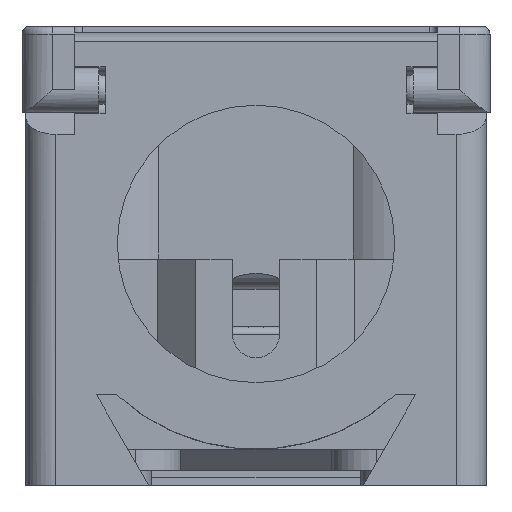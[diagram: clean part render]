
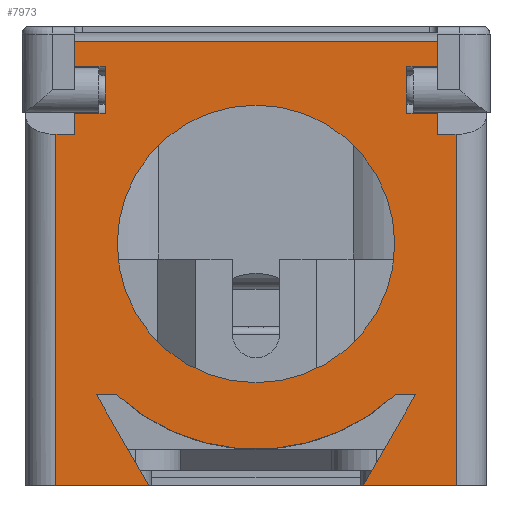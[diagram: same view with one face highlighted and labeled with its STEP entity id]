
A CAD part, front view. The second image highlights one B-rep face of the part: STEP entity #7973.
In plain terms, the highlighted face is planar.
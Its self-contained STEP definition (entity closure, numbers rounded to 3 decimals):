
#1339=DIRECTION('',(-1.,0.,0.));
#1340=VECTOR('',#1339,1.25);
#1341=CARTESIAN_POINT('',(13.25,13.256,62.));
#1342=LINE('',#1341,#1340);
#1355=DIRECTION('',(0.,1.,0.));
#1356=VECTOR('',#1355,23.256);
#1357=CARTESIAN_POINT('',(13.25,-10.,62.));
#1358=LINE('',#1357,#1356);
#1372=DIRECTION('',(-1.,0.,0.));
#1373=VECTOR('',#1372,1.347);
#1374=CARTESIAN_POINT('',(-9.217,-4.,62.));
#1375=LINE('',#1374,#1373);
#1376=DIRECTION('',(0.5,-0.866,0.));
#1377=VECTOR('',#1376,6.928);
#1378=CARTESIAN_POINT('',(-10.564,-4.,62.));
#1379=LINE('',#1378,#1377);
#1380=DIRECTION('',(-1.,0.,0.));
#1381=VECTOR('',#1380,6.15);
#1382=CARTESIAN_POINT('',(-7.1,-10.,62.));
#1383=LINE('',#1382,#1381);
#1384=DIRECTION('',(-1.,0.,0.));
#1385=VECTOR('',#1384,6.15);
#1386=CARTESIAN_POINT('',(13.25,-10.,62.));
#1387=LINE('',#1386,#1385);
#1388=DIRECTION('',(0.5,0.866,0.));
#1389=VECTOR('',#1388,6.928);
#1390=CARTESIAN_POINT('',(7.1,-10.,62.));
#1391=LINE('',#1390,#1389);
#1392=CARTESIAN_POINT('',(0.,6.,62.));
#1393=DIRECTION('',(0.,0.,-1.));
#1394=DIRECTION('',(0.678,-0.735,0.));
#1395=AXIS2_PLACEMENT_3D('',#1392,#1393,#1394);
#1397=CARTESIAN_POINT('',(0.,6.,62.));
#1398=DIRECTION('',(0.,0.,1.));
#1399=DIRECTION('',(1.,0.,0.));
#1400=AXIS2_PLACEMENT_3D('',#1397,#1398,#1399);
#1402=CARTESIAN_POINT('',(0.,6.,62.));
#1403=DIRECTION('',(0.,0.,1.));
#1404=DIRECTION('',(-1.,0.,0.));
#1405=AXIS2_PLACEMENT_3D('',#1402,#1403,#1404);
#1415=DIRECTION('',(0.,-1.,0.));
#1416=VECTOR('',#1415,23.256);
#1417=CARTESIAN_POINT('',(-13.25,13.256,62.));
#1418=LINE('',#1417,#1416);
#1436=DIRECTION('',(-1.,0.,0.));
#1437=VECTOR('',#1436,1.25);
#1438=CARTESIAN_POINT('',(-12.,13.256,62.));
#1439=LINE('',#1438,#1437);
#1498=DIRECTION('',(0.,-1.,0.));
#1499=VECTOR('',#1498,1.681);
#1500=CARTESIAN_POINT('',(-12.,19.431,62.));
#1501=LINE('',#1500,#1499);
#1524=DIRECTION('',(-1.,0.,0.));
#1525=VECTOR('',#1524,24.);
#1526=CARTESIAN_POINT('',(12.,19.431,62.));
#1527=LINE('',#1526,#1525);
#1556=DIRECTION('',(0.,1.,0.));
#1557=VECTOR('',#1556,1.681);
#1558=CARTESIAN_POINT('',(12.,17.75,62.));
#1559=LINE('',#1558,#1557);
#1568=DIRECTION('',(0.,1.,0.));
#1569=VECTOR('',#1568,1.394);
#1570=CARTESIAN_POINT('',(12.,13.256,62.));
#1571=LINE('',#1570,#1569);
#1585=DIRECTION('',(-1.,0.,0.));
#1586=VECTOR('',#1585,2.);
#1587=CARTESIAN_POINT('',(12.,14.65,62.));
#1588=LINE('',#1587,#1586);
#1603=DIRECTION('',(0.,1.,0.));
#1604=VECTOR('',#1603,3.1);
#1605=CARTESIAN_POINT('',(10.,14.65,62.));
#1606=LINE('',#1605,#1604);
#1621=DIRECTION('',(1.,0.,0.));
#1622=VECTOR('',#1621,2.);
#1623=CARTESIAN_POINT('',(10.,17.75,62.));
#1624=LINE('',#1623,#1622);
#1655=DIRECTION('',(1.,0.,0.));
#1656=VECTOR('',#1655,2.);
#1657=CARTESIAN_POINT('',(-12.,17.75,62.));
#1658=LINE('',#1657,#1656);
#1659=DIRECTION('',(0.,-1.,0.));
#1660=VECTOR('',#1659,1.394);
#1661=CARTESIAN_POINT('',(-12.,14.65,62.));
#1662=LINE('',#1661,#1660);
#1684=DIRECTION('',(-1.,0.,0.));
#1685=VECTOR('',#1684,2.);
#1686=CARTESIAN_POINT('',(-10.,14.65,62.));
#1687=LINE('',#1686,#1685);
#1702=DIRECTION('',(0.,-1.,0.));
#1703=VECTOR('',#1702,3.1);
#1704=CARTESIAN_POINT('',(-10.,17.75,62.));
#1705=LINE('',#1704,#1703);
#1734=DIRECTION('',(1.,0.,0.));
#1735=VECTOR('',#1734,1.347);
#1736=CARTESIAN_POINT('',(9.217,-4.,62.));
#1737=LINE('',#1736,#1735);
#4693=CARTESIAN_POINT('',(-7.1,-10.,62.));
#4694=CARTESIAN_POINT('',(-13.25,-10.,62.));
#4695=VERTEX_POINT('',#4693);
#4696=VERTEX_POINT('',#4694);
#4697=CARTESIAN_POINT('',(13.25,-10.,62.));
#4698=CARTESIAN_POINT('',(7.1,-10.,62.));
#4699=VERTEX_POINT('',#4697);
#4700=VERTEX_POINT('',#4698);
#5195=CARTESIAN_POINT('',(9.217,-4.,62.));
#5196=VERTEX_POINT('',#5195);
#5197=CARTESIAN_POINT('',(-9.217,-4.,62.));
#5198=VERTEX_POINT('',#5197);
#5199=CARTESIAN_POINT('',(9.19,6.,62.));
#5200=CARTESIAN_POINT('',(-9.19,6.,62.));
#5201=VERTEX_POINT('',#5199);
#5202=VERTEX_POINT('',#5200);
#5203=CARTESIAN_POINT('',(-10.564,-4.,62.));
#5204=VERTEX_POINT('',#5203);
#5205=CARTESIAN_POINT('',(-12.,13.256,62.));
#5206=CARTESIAN_POINT('',(-13.25,13.256,62.));
#5207=VERTEX_POINT('',#5205);
#5208=VERTEX_POINT('',#5206);
#5209=CARTESIAN_POINT('',(-12.,14.65,62.));
#5210=VERTEX_POINT('',#5209);
#5211=CARTESIAN_POINT('',(-10.,14.65,62.));
#5212=VERTEX_POINT('',#5211);
#5213=CARTESIAN_POINT('',(-10.,17.75,62.));
#5214=VERTEX_POINT('',#5213);
#5215=CARTESIAN_POINT('',(-12.,17.75,62.));
#5216=VERTEX_POINT('',#5215);
#5217=CARTESIAN_POINT('',(12.,19.431,62.));
#5218=CARTESIAN_POINT('',(-12.,19.431,62.));
#5219=VERTEX_POINT('',#5217);
#5220=VERTEX_POINT('',#5218);
#5221=CARTESIAN_POINT('',(10.,17.75,62.));
#5222=CARTESIAN_POINT('',(12.,17.75,62.));
#5223=VERTEX_POINT('',#5221);
#5224=VERTEX_POINT('',#5222);
#5225=CARTESIAN_POINT('',(10.,14.65,62.));
#5226=VERTEX_POINT('',#5225);
#5227=CARTESIAN_POINT('',(12.,14.65,62.));
#5228=VERTEX_POINT('',#5227);
#5229=CARTESIAN_POINT('',(12.,13.256,62.));
#5230=VERTEX_POINT('',#5229);
#5231=CARTESIAN_POINT('',(13.25,13.256,62.));
#5232=VERTEX_POINT('',#5231);
#5233=CARTESIAN_POINT('',(10.564,-4.,62.));
#5234=VERTEX_POINT('',#5233);
#7923=CARTESIAN_POINT('',(0.,4.716,62.));
#7924=DIRECTION('',(0.,0.,1.));
#7925=DIRECTION('',(1.,0.,0.));
#7926=AXIS2_PLACEMENT_3D('',#7923,#7924,#7925);
#7927=PLANE('',#7926);
#7929=ORIENTED_EDGE('',*,*,#7928,.T.);
#7930=ORIENTED_EDGE('',*,*,#7073,.T.);
#7931=ORIENTED_EDGE('',*,*,#7092,.T.);
#7933=ORIENTED_EDGE('',*,*,#7932,.F.);
#7935=ORIENTED_EDGE('',*,*,#7934,.F.);
#7937=ORIENTED_EDGE('',*,*,#7936,.F.);
#7939=ORIENTED_EDGE('',*,*,#7938,.F.);
#7941=ORIENTED_EDGE('',*,*,#7940,.F.);
#7943=ORIENTED_EDGE('',*,*,#7942,.F.);
#7945=ORIENTED_EDGE('',*,*,#7944,.F.);
#7947=ORIENTED_EDGE('',*,*,#7946,.F.);
#7949=ORIENTED_EDGE('',*,*,#7948,.F.);
#7951=ORIENTED_EDGE('',*,*,#7950,.F.);
#7953=ORIENTED_EDGE('',*,*,#7952,.F.);
#7955=ORIENTED_EDGE('',*,*,#7954,.F.);
#7957=ORIENTED_EDGE('',*,*,#7956,.F.);
#7958=ORIENTED_EDGE('',*,*,#7896,.F.);
#7959=ORIENTED_EDGE('',*,*,#7915,.F.);
#7960=ORIENTED_EDGE('',*,*,#6984,.T.);
#7961=ORIENTED_EDGE('',*,*,#7014,.T.);
#7963=ORIENTED_EDGE('',*,*,#7962,.F.);
#7964=ORIENTED_EDGE('',*,*,#7044,.T.);
#7965=EDGE_LOOP('',(#7929,#7930,#7931,#7933,#7935,#7937,#7939,#7941,#7943,#7945,
#7947,#7949,#7951,#7953,#7955,#7957,#7958,#7959,#7960,#7961,#7963,#7964));
#7966=FACE_OUTER_BOUND('',#7965,.F.);
#7968=ORIENTED_EDGE('',*,*,#7967,.T.);
#7970=ORIENTED_EDGE('',*,*,#7969,.T.);
#7971=EDGE_LOOP('',(#7968,#7970));
#7972=FACE_BOUND('',#7971,.F.);
#7973=ADVANCED_FACE('',(#7966,#7972),#7927,.T.);
#1396=CIRCLE('',#1395,13.6);
#1401=CIRCLE('',#1400,9.19);
#1406=CIRCLE('',#1405,9.19);
#6984=EDGE_CURVE('',#4699,#4700,#1387,.T.);
#7014=EDGE_CURVE('',#4700,#5234,#1391,.T.);
#7044=EDGE_CURVE('',#5196,#5198,#1396,.T.);
#7073=EDGE_CURVE('',#5204,#4695,#1379,.T.);
#7092=EDGE_CURVE('',#4695,#4696,#1383,.T.);
#7896=EDGE_CURVE('',#5232,#5230,#1342,.T.);
#7915=EDGE_CURVE('',#4699,#5232,#1358,.T.);
#7928=EDGE_CURVE('',#5198,#5204,#1375,.T.);
#7932=EDGE_CURVE('',#5208,#4696,#1418,.T.);
#7934=EDGE_CURVE('',#5207,#5208,#1439,.T.);
#7936=EDGE_CURVE('',#5210,#5207,#1662,.T.);
#7938=EDGE_CURVE('',#5212,#5210,#1687,.T.);
#7940=EDGE_CURVE('',#5214,#5212,#1705,.T.);
#7942=EDGE_CURVE('',#5216,#5214,#1658,.T.);
#7944=EDGE_CURVE('',#5220,#5216,#1501,.T.);
#7946=EDGE_CURVE('',#5219,#5220,#1527,.T.);
#7948=EDGE_CURVE('',#5224,#5219,#1559,.T.);
#7950=EDGE_CURVE('',#5223,#5224,#1624,.T.);
#7952=EDGE_CURVE('',#5226,#5223,#1606,.T.);
#7954=EDGE_CURVE('',#5228,#5226,#1588,.T.);
#7956=EDGE_CURVE('',#5230,#5228,#1571,.T.);
#7962=EDGE_CURVE('',#5196,#5234,#1737,.T.);
#7967=EDGE_CURVE('',#5201,#5202,#1401,.T.);
#7969=EDGE_CURVE('',#5202,#5201,#1406,.T.);
